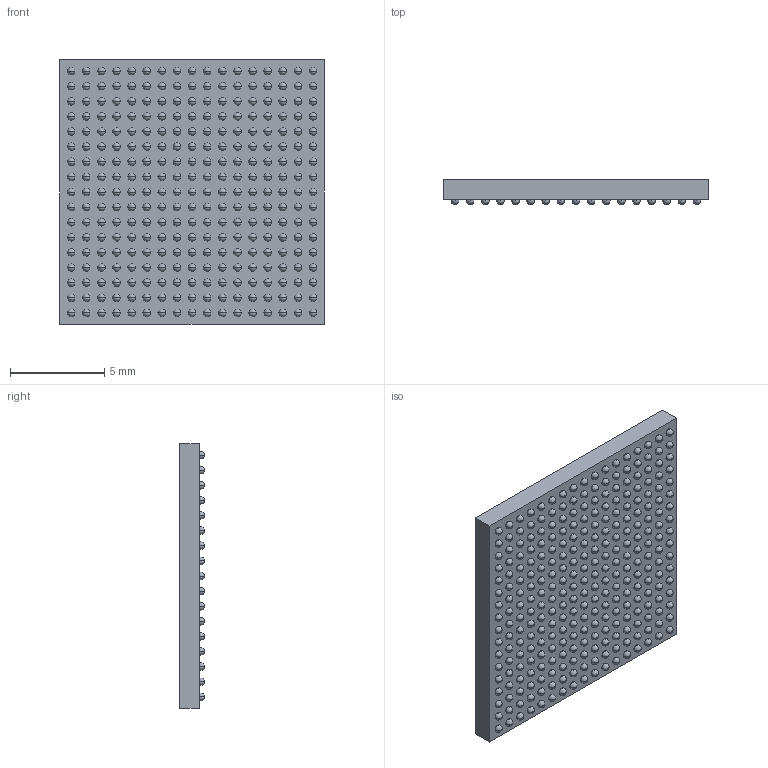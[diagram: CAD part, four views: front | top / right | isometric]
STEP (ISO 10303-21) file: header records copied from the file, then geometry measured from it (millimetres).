
FILE_DESCRIPTION (( 'STEP AP214' ), '1' );
FILE_NAME ('MCIMX6Z0DVM09AB.STEP', '2020-06-22T22:00:40', ( '' ), ( '' ), 'SwSTEP 2.0', 'SolidWorks 2018', '' );
FILE_SCHEMA (( 'AUTOMOTIVE_DESIGN' ));
Length unit declared in the file: millimetre
Products named in the file (1): MCIMX6Z0DVM09AB
Bounding box: 14 x 1.32 x 14 mm (x, y, z)
Volume: 213.1 mm3; surface area: 580.7 mm2
Topology: 290 solids, 290 shells, 873 faces, 2613 edges, 1742 vertices
Faces by surface type: sphere 578, plane 295
Entity records: 21865 total; most frequent: DIRECTION 4072, CARTESIAN_POINT 2917, ORIENTED_EDGE 2336, AXIS2_PLACEMENT_3D 2030, EDGE_CURVE 1168, CIRCLE 1156, VERTEX_POINT 875, EDGE_LOOP 873
